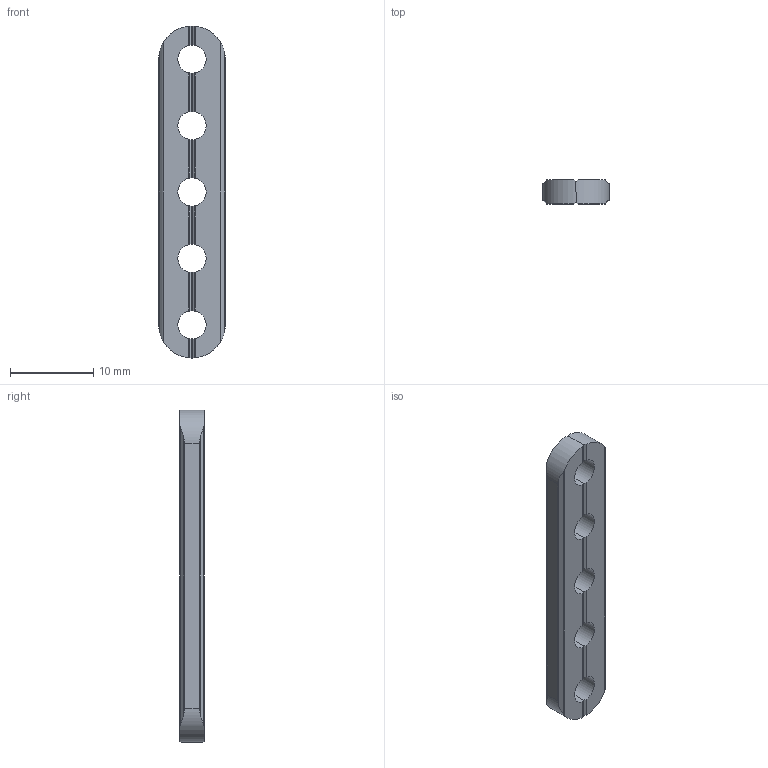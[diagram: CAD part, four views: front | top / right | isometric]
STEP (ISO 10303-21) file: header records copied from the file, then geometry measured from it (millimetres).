
FILE_DESCRIPTION (( 'STEP AP203' ), '1' );
FILE_NAME ('REV-41-1698.STEP', '2019-07-11T23:36:36', ( '' ), ( '' ), 'SwSTEP 2.0', 'SolidWorks 2018', '' );
FILE_SCHEMA (( 'CONFIG_CONTROL_DESIGN' ));
Length unit declared in the file: millimetre
Products named in the file (1): REV-41-1698
Bounding box: 8 x 2.9 x 40 mm (x, y, z)
Volume: 736 mm3; surface area: 894.2 mm2
Topology: 1 solids, 1 shells, 91 faces, 297 edges, 198 vertices
Faces by surface type: cylinder 57, plane 34
Entity records: 3650 total; most frequent: CARTESIAN_POINT 1309, ORIENTED_EDGE 594, DIRECTION 343, EDGE_CURVE 297, VERTEX_POINT 198, AXIS2_PLACEMENT_3D 120, B_SPLINE_CURVE_WITH_KNOTS 110, LINE 103
